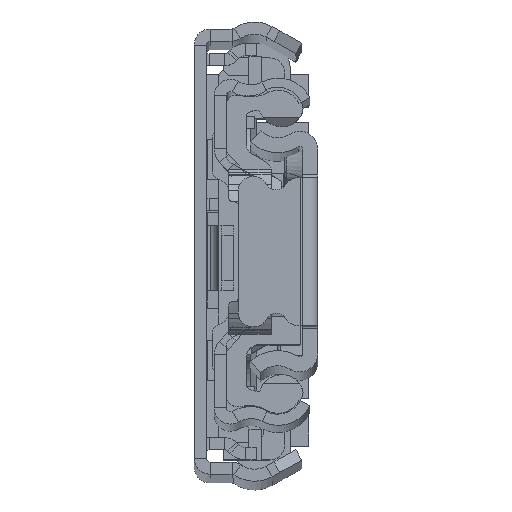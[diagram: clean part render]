
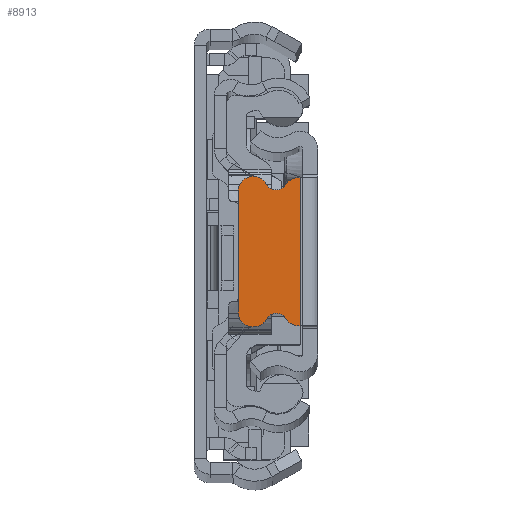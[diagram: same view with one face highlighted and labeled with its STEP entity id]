
A CAD part, top view. The second image highlights one B-rep face of the part: STEP entity #8913.
In plain terms, the highlighted planar face has unit normal (0, 0, 1).
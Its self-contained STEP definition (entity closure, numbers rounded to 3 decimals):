
#155 = LINE ( 'NONE', #21484, #21241 ) ;
#230 = DIRECTION ( 'NONE',  ( -1., 0., 0. ) ) ;
#341 = EDGE_CURVE ( 'NONE', #28355, #25029, #3020, .T. ) ;
#878 = DIRECTION ( 'NONE',  ( 0., 0., -1. ) ) ;
#1430 = CIRCLE ( 'NONE', #21066, 1.1 ) ;
#1593 = EDGE_CURVE ( 'NONE', #23462, #12613, #16698, .T. ) ;
#1762 = CIRCLE ( 'NONE', #9417, 1.1 ) ;
#2557 = ORIENTED_EDGE ( 'NONE', *, *, #31513, .F. ) ;
#3020 = CIRCLE ( 'NONE', #22083, 1.5 ) ;
#3982 = CARTESIAN_POINT ( 'NONE',  ( -5.109, 6.713, 0. ) ) ;
#4717 = VERTEX_POINT ( 'NONE', #14434 ) ;
#5046 = DIRECTION ( 'NONE',  ( 1., 0., 0. ) ) ;
#5077 = CARTESIAN_POINT ( 'NONE',  ( -6.429, -6., 0. ) ) ;
#5322 = EDGE_CURVE ( 'NONE', #26468, #28706, #15242, .T. ) ;
#5368 = EDGE_CURVE ( 'NONE', #12613, #26468, #18911, .T. ) ;
#5385 = EDGE_CURVE ( 'NONE', #13167, #7688, #7985, .T. ) ;
#5423 = CARTESIAN_POINT ( 'NONE',  ( -1.75, 0., 0. ) ) ;
#7068 = CARTESIAN_POINT ( 'NONE',  ( -3.206, 6.658, 0. ) ) ;
#7537 = ORIENTED_EDGE ( 'NONE', *, *, #21211, .T. ) ;
#7688 = VERTEX_POINT ( 'NONE', #9088 ) ;
#7758 = ORIENTED_EDGE ( 'NONE', *, *, #5322, .T. ) ;
#7985 = LINE ( 'NONE', #5423, #23419 ) ;
#8882 = EDGE_CURVE ( 'NONE', #30948, #4717, #22838, .T. ) ;
#8913 = ADVANCED_FACE ( 'NONE', ( #15400 ), #30261, .T. ) ;
#9088 = CARTESIAN_POINT ( 'NONE',  ( -1.75, -7.37, 0. ) ) ;
#9417 = AXIS2_PLACEMENT_3D ( 'NONE', #29712, #878, #19477 ) ;
#10877 = AXIS2_PLACEMENT_3D ( 'NONE', #5077, #15509, #17385 ) ;
#11284 = ORIENTED_EDGE ( 'NONE', *, *, #5385, .F. ) ;
#12434 = EDGE_LOOP ( 'NONE', ( #11284, #23354, #19194, #7537, #19662, #26387, #7758, #31228, #27026, #2557 ) ) ;
#12613 = VERTEX_POINT ( 'NONE', #17507 ) ;
#12982 = AXIS2_PLACEMENT_3D ( 'NONE', #17613, #22179, #24249 ) ;
#13167 = VERTEX_POINT ( 'NONE', #15331 ) ;
#14434 = CARTESIAN_POINT ( 'NONE',  ( -1.929, -7.37, 0. ) ) ;
#15242 = CIRCLE ( 'NONE', #10877, 1.5 ) ;
#15331 = CARTESIAN_POINT ( 'NONE',  ( -1.75, 7.37, 0. ) ) ;
#15400 = FACE_OUTER_BOUND ( 'NONE', #12434, .T. ) ;
#15509 = DIRECTION ( 'NONE',  ( 0., 0., 1. ) ) ;
#16698 = CIRCLE ( 'NONE', #21085, 1.5 ) ;
#17385 = DIRECTION ( 'NONE',  ( 1., 0., 0. ) ) ;
#17391 = VECTOR ( 'NONE', #22253, 1000. ) ;
#17507 = CARTESIAN_POINT ( 'NONE',  ( -7.929, 6., 0. ) ) ;
#17613 = CARTESIAN_POINT ( 'NONE',  ( 492.771, 0., 0. ) ) ;
#17779 = CARTESIAN_POINT ( 'NONE',  ( -7.929, -6., 0. ) ) ;
#18033 = CARTESIAN_POINT ( 'NONE',  ( -1.929, -5.87, 0. ) ) ;
#18408 = DIRECTION ( 'NONE',  ( 0., -1., 0. ) ) ;
#18911 = LINE ( 'NONE', #29319, #33241 ) ;
#19194 = ORIENTED_EDGE ( 'NONE', *, *, #341, .T. ) ;
#19275 = CARTESIAN_POINT ( 'NONE',  ( -5.109, -6.713, 0. ) ) ;
#19477 = DIRECTION ( 'NONE',  ( 1., 0., 0. ) ) ;
#19662 = ORIENTED_EDGE ( 'NONE', *, *, #1593, .T. ) ;
#20965 = DIRECTION ( 'NONE',  ( 0., -1., 0. ) ) ;
#21066 = AXIS2_PLACEMENT_3D ( 'NONE', #28172, #23191, #33615 ) ;
#21085 = AXIS2_PLACEMENT_3D ( 'NONE', #24863, #29816, #24679 ) ;
#21211 = EDGE_CURVE ( 'NONE', #25029, #23462, #1762, .T. ) ;
#21241 = VECTOR ( 'NONE', #23706, 1000. ) ;
#21484 = CARTESIAN_POINT ( 'NONE',  ( -1.929, -7.37, 0. ) ) ;
#22083 = AXIS2_PLACEMENT_3D ( 'NONE', #31652, #28745, #230 ) ;
#22179 = DIRECTION ( 'NONE',  ( 0., 0., 1. ) ) ;
#22253 = DIRECTION ( 'NONE',  ( 1., 0., 0. ) ) ;
#22838 = CIRCLE ( 'NONE', #32589, 1.5 ) ;
#23191 = DIRECTION ( 'NONE',  ( 0., 0., -1. ) ) ;
#23354 = ORIENTED_EDGE ( 'NONE', *, *, #27755, .F. ) ;
#23419 = VECTOR ( 'NONE', #20965, 1000. ) ;
#23462 = VERTEX_POINT ( 'NONE', #3982 ) ;
#23582 = CARTESIAN_POINT ( 'NONE',  ( -3.206, -6.658, 0. ) ) ;
#23706 = DIRECTION ( 'NONE',  ( -1., 0., 0. ) ) ;
#24249 = DIRECTION ( 'NONE',  ( 1., 0., 0. ) ) ;
#24679 = DIRECTION ( 'NONE',  ( -1., 0., 0. ) ) ;
#24825 = LINE ( 'NONE', #29775, #17391 ) ;
#24863 = CARTESIAN_POINT ( 'NONE',  ( -6.429, 6., 0. ) ) ;
#25029 = VERTEX_POINT ( 'NONE', #7068 ) ;
#26387 = ORIENTED_EDGE ( 'NONE', *, *, #5368, .T. ) ;
#26468 = VERTEX_POINT ( 'NONE', #17779 ) ;
#27026 = ORIENTED_EDGE ( 'NONE', *, *, #8882, .T. ) ;
#27057 = EDGE_CURVE ( 'NONE', #28706, #30948, #1430, .T. ) ;
#27755 = EDGE_CURVE ( 'NONE', #28355, #13167, #24825, .T. ) ;
#28172 = CARTESIAN_POINT ( 'NONE',  ( -4.142, -7.236, 0. ) ) ;
#28355 = VERTEX_POINT ( 'NONE', #32152 ) ;
#28467 = DIRECTION ( 'NONE',  ( 0., 0., 1. ) ) ;
#28706 = VERTEX_POINT ( 'NONE', #19275 ) ;
#28745 = DIRECTION ( 'NONE',  ( 0., 0., 1. ) ) ;
#29319 = CARTESIAN_POINT ( 'NONE',  ( -7.929, -6., 0. ) ) ;
#29712 = CARTESIAN_POINT ( 'NONE',  ( -4.142, 7.236, 0. ) ) ;
#29775 = CARTESIAN_POINT ( 'NONE',  ( -1.929, 7.37, 0. ) ) ;
#29816 = DIRECTION ( 'NONE',  ( 0., 0., 1. ) ) ;
#30261 = PLANE ( 'NONE',  #12982 ) ;
#30948 = VERTEX_POINT ( 'NONE', #23582 ) ;
#31228 = ORIENTED_EDGE ( 'NONE', *, *, #27057, .T. ) ;
#31513 = EDGE_CURVE ( 'NONE', #7688, #4717, #155, .T. ) ;
#31652 = CARTESIAN_POINT ( 'NONE',  ( -1.929, 5.87, 0. ) ) ;
#32152 = CARTESIAN_POINT ( 'NONE',  ( -1.929, 7.37, 0. ) ) ;
#32589 = AXIS2_PLACEMENT_3D ( 'NONE', #18033, #28467, #5046 ) ;
#33241 = VECTOR ( 'NONE', #18408, 1000. ) ;
#33615 = DIRECTION ( 'NONE',  ( -1., 0., 0. ) ) ;
